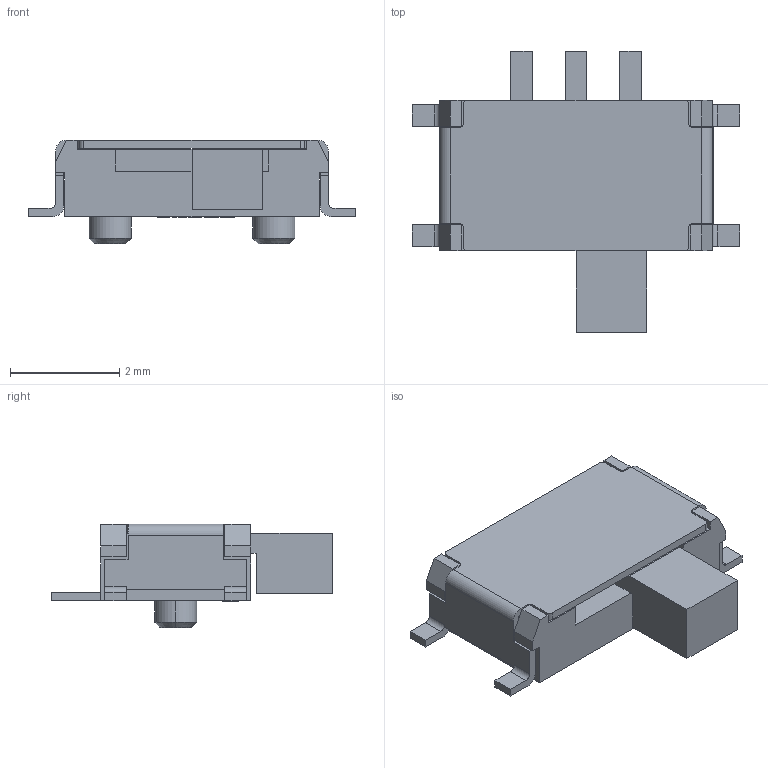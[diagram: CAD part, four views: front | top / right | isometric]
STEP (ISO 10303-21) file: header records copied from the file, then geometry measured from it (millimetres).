
FILE_DESCRIPTION(('FreeCAD Model'),'2;1');
FILE_NAME('Open CASCADE Shape Model','2025-03-20T14:19:30',('Author'),( ''),'Open CASCADE STEP processor 7.6','FreeCAD','Unknown');
FILE_SCHEMA(('AUTOMOTIVE_DESIGN { 1 0 10303 214 1 1 1 1 }'));
Length unit declared in the file: millimetre
Products named in the file (5): IGhe-SW2; SW-SMD_MSK12CO2; SOLID; SOLID001; SOLID002
Assembly tree (4 placements, depth 3):
  IGhe-SW2
    SW-SMD_MSK12CO2
      SOLID
      SOLID001
      SOLID002
Bounding box: 6 x 5.15 x 1.9 mm (x, y, z)
Volume: 20.7 mm3; surface area: 106.5 mm2
Topology: 3 solids, 3 shells, 273 faces, 736 edges, 486 vertices
Faces by surface type: plane 248, cylinder 21, cone 4
Entity records: 9947 total; most frequent: CARTESIAN_POINT 1500, ORIENTED_EDGE 1472, DIRECTION 1340, EDGE_CURVE 736, LINE 688, VECTOR 688, VERTEX_POINT 486, AXIS2_PLACEMENT_3D 326
